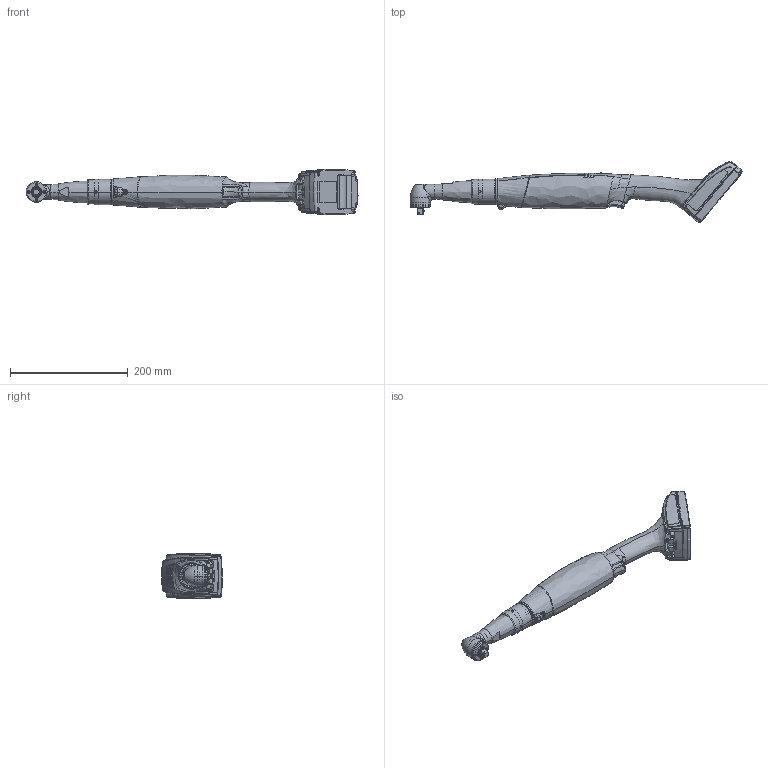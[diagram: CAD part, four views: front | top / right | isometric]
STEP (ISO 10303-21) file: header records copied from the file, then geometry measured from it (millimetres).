
FILE_DESCRIPTION((''),'2;1');
FILE_NAME('ELS_15-480-A_WITH_BAT_1-3_ASM_1_ASM','2011-10-17T',('greextsd'),(''),'PRO/ENGINEER BY PARAMETRIC TECHNOLOGY CORPORATION, 2010330','PRO/ENGINEER BY PARAMETRIC TECHNOLOGY CORPORATION, 2010330','');
FILE_SCHEMA(('CONFIG_CONTROL_DESIGN'));
Length unit declared in the file: millimetre
Products named in the file (5): MANIFOLD_SOLID_BREP_178299; MANIFOLD_SOLID_BREP_201112; 6153972980_BATTERY_18V_1-3AH_1_ASM; 6151656310_ELS45-180-A; ELS_15-480-A_WITH_BAT_1-3_ASM_1_ASM
Assembly tree (4 placements, depth 3):
  ELS_15-480-A_WITH_BAT_1-3_ASM_1_ASM
    6153972980_BATTERY_18V_1-3AH_1_ASM
      MANIFOLD_SOLID_BREP_178299
      MANIFOLD_SOLID_BREP_201112
    6151656310_ELS45-180-A
Bounding box: 563.46 x 103.42 x 77.1 mm (x, y, z)
Volume: 238185.2 mm3; surface area: 244127 mm2
Topology: 5 solids, 7 shells, 4370 faces, 11611 edges, 7060 vertices
Faces by surface type: bspline 1196, cylinder 1170, plane 1130, cone 250, extrusion 247, sphere 221, torus 154, revolution 2
Entity records: 199128 total; most frequent: CARTESIAN_POINT 106030, ORIENTED_EDGE 22718, DIRECTION 14211, EDGE_CURVE 11361, VERTEX_POINT 7060, B_SPLINE_CURVE_WITH_KNOTS 5644, AXIS2_PLACEMENT_3D 5060, EDGE_LOOP 4479
